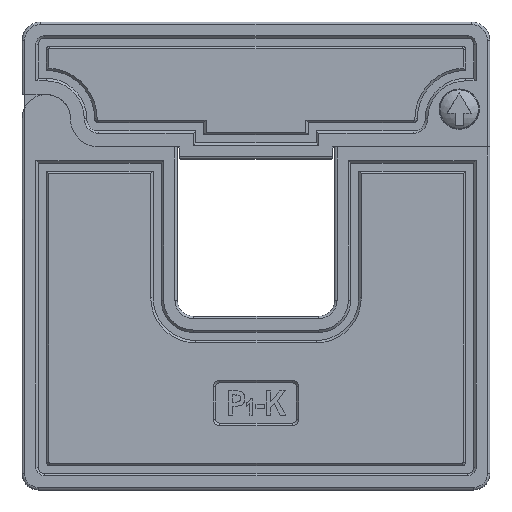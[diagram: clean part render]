
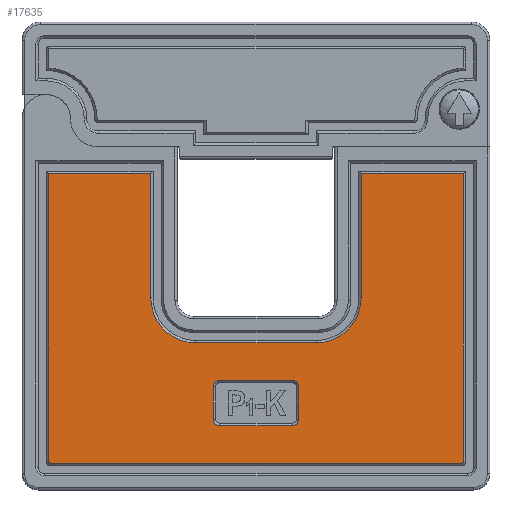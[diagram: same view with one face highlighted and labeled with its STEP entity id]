
A CAD part, top view. The second image highlights one B-rep face of the part: STEP entity #17635.
In plain terms, the highlighted planar face has unit normal (0, 0, 1).
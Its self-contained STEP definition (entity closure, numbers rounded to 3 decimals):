
#350=FACE_BOUND('',#2341,.T.);
#486=PLANE('',#18793);
#1340=FACE_OUTER_BOUND('',#2340,.T.);
#2340=EDGE_LOOP('',(#12928,#12929,#12930,#12931,#12932,#12933,#12934,#12935,
#12936,#12937,#12938,#12939));
#2341=EDGE_LOOP('',(#12940,#12941,#12942,#12943,#12944,#12945,#12946,#12947));
#3658=LINE('',#25764,#5730);
#3659=LINE('',#25768,#5731);
#3660=LINE('',#25770,#5732);
#3661=LINE('',#25772,#5733);
#3662=LINE('',#25776,#5734);
#3663=LINE('',#25780,#5735);
#3664=LINE('',#25782,#5736);
#3665=LINE('',#25784,#5737);
#3666=LINE('',#25790,#5738);
#3667=LINE('',#25794,#5739);
#3668=LINE('',#25798,#5740);
#3669=LINE('',#25801,#5741);
#5730=VECTOR('',#20723,1000.);
#5731=VECTOR('',#20726,1000.);
#5732=VECTOR('',#20727,1000.);
#5733=VECTOR('',#20728,1000.);
#5734=VECTOR('',#20731,1000.);
#5735=VECTOR('',#20734,1000.);
#5736=VECTOR('',#20735,1000.);
#5737=VECTOR('',#20736,1000.);
#5738=VECTOR('',#20741,1000.);
#5739=VECTOR('',#20744,1000.);
#5740=VECTOR('',#20747,1000.);
#5741=VECTOR('',#20750,1000.);
#7489=CIRCLE('',#18794,0.1);
#7490=CIRCLE('',#18795,5.6);
#7491=CIRCLE('',#18796,5.6);
#7492=CIRCLE('',#18797,0.1);
#7493=CIRCLE('',#18798,0.8);
#7494=CIRCLE('',#18799,0.8);
#7495=CIRCLE('',#18800,0.8);
#7496=CIRCLE('',#18801,0.8);
#8183=VERTEX_POINT('',#25762);
#8184=VERTEX_POINT('',#25763);
#8185=VERTEX_POINT('',#25765);
#8186=VERTEX_POINT('',#25767);
#8187=VERTEX_POINT('',#25769);
#8188=VERTEX_POINT('',#25771);
#8189=VERTEX_POINT('',#25773);
#8190=VERTEX_POINT('',#25775);
#8191=VERTEX_POINT('',#25777);
#8192=VERTEX_POINT('',#25779);
#8193=VERTEX_POINT('',#25781);
#8194=VERTEX_POINT('',#25783);
#8195=VERTEX_POINT('',#25786);
#8196=VERTEX_POINT('',#25787);
#8197=VERTEX_POINT('',#25789);
#8198=VERTEX_POINT('',#25791);
#8199=VERTEX_POINT('',#25793);
#8200=VERTEX_POINT('',#25795);
#8201=VERTEX_POINT('',#25797);
#8202=VERTEX_POINT('',#25799);
#10025=EDGE_CURVE('',#8183,#8184,#3658,.T.);
#10026=EDGE_CURVE('',#8184,#8185,#7489,.T.);
#10027=EDGE_CURVE('',#8185,#8186,#3659,.T.);
#10028=EDGE_CURVE('',#8186,#8187,#3660,.T.);
#10029=EDGE_CURVE('',#8187,#8188,#3661,.T.);
#10030=EDGE_CURVE('',#8188,#8189,#7490,.T.);
#10031=EDGE_CURVE('',#8189,#8190,#3662,.T.);
#10032=EDGE_CURVE('',#8190,#8191,#7491,.T.);
#10033=EDGE_CURVE('',#8191,#8192,#3663,.T.);
#10034=EDGE_CURVE('',#8192,#8193,#3664,.T.);
#10035=EDGE_CURVE('',#8193,#8194,#3665,.T.);
#10036=EDGE_CURVE('',#8194,#8183,#7492,.T.);
#10037=EDGE_CURVE('',#8195,#8196,#7493,.T.);
#10038=EDGE_CURVE('',#8196,#8197,#3666,.T.);
#10039=EDGE_CURVE('',#8197,#8198,#7494,.T.);
#10040=EDGE_CURVE('',#8198,#8199,#3667,.T.);
#10041=EDGE_CURVE('',#8199,#8200,#7495,.T.);
#10042=EDGE_CURVE('',#8200,#8201,#3668,.T.);
#10043=EDGE_CURVE('',#8201,#8202,#7496,.T.);
#10044=EDGE_CURVE('',#8202,#8195,#3669,.T.);
#12928=ORIENTED_EDGE('',*,*,#10025,.T.);
#12929=ORIENTED_EDGE('',*,*,#10026,.T.);
#12930=ORIENTED_EDGE('',*,*,#10027,.T.);
#12931=ORIENTED_EDGE('',*,*,#10028,.T.);
#12932=ORIENTED_EDGE('',*,*,#10029,.T.);
#12933=ORIENTED_EDGE('',*,*,#10030,.T.);
#12934=ORIENTED_EDGE('',*,*,#10031,.T.);
#12935=ORIENTED_EDGE('',*,*,#10032,.T.);
#12936=ORIENTED_EDGE('',*,*,#10033,.T.);
#12937=ORIENTED_EDGE('',*,*,#10034,.T.);
#12938=ORIENTED_EDGE('',*,*,#10035,.T.);
#12939=ORIENTED_EDGE('',*,*,#10036,.T.);
#12940=ORIENTED_EDGE('',*,*,#10037,.T.);
#12941=ORIENTED_EDGE('',*,*,#10038,.T.);
#12942=ORIENTED_EDGE('',*,*,#10039,.T.);
#12943=ORIENTED_EDGE('',*,*,#10040,.T.);
#12944=ORIENTED_EDGE('',*,*,#10041,.T.);
#12945=ORIENTED_EDGE('',*,*,#10042,.T.);
#12946=ORIENTED_EDGE('',*,*,#10043,.T.);
#12947=ORIENTED_EDGE('',*,*,#10044,.T.);
#17635=ADVANCED_FACE('',(#1340,#350),#486,.T.);
#18793=AXIS2_PLACEMENT_3D('',#25761,#20721,#20722);
#18794=AXIS2_PLACEMENT_3D('',#25766,#20724,#20725);
#18795=AXIS2_PLACEMENT_3D('',#25774,#20729,#20730);
#18796=AXIS2_PLACEMENT_3D('',#25778,#20732,#20733);
#18797=AXIS2_PLACEMENT_3D('',#25785,#20737,#20738);
#18798=AXIS2_PLACEMENT_3D('',#25788,#20739,#20740);
#18799=AXIS2_PLACEMENT_3D('',#25792,#20742,#20743);
#18800=AXIS2_PLACEMENT_3D('',#25796,#20745,#20746);
#18801=AXIS2_PLACEMENT_3D('',#25800,#20748,#20749);
#20721=DIRECTION('center_axis',(0.,0.,1.));
#20722=DIRECTION('ref_axis',(1.,0.,0.));
#20723=DIRECTION('',(1.,0.,0.));
#20724=DIRECTION('center_axis',(0.,0.,1.));
#20725=DIRECTION('ref_axis',(1.,0.,0.));
#20726=DIRECTION('',(0.,1.,0.));
#20727=DIRECTION('',(-1.,0.,0.));
#20728=DIRECTION('',(0.,-1.,0.));
#20729=DIRECTION('center_axis',(0.,0.,-1.));
#20730=DIRECTION('ref_axis',(1.,0.,0.));
#20731=DIRECTION('',(-1.,0.,0.));
#20732=DIRECTION('center_axis',(0.,0.,-1.));
#20733=DIRECTION('ref_axis',(1.,0.,0.));
#20734=DIRECTION('',(0.,1.,0.));
#20735=DIRECTION('',(-1.,0.,0.));
#20736=DIRECTION('',(0.,-1.,0.));
#20737=DIRECTION('center_axis',(0.,0.,1.));
#20738=DIRECTION('ref_axis',(1.,0.,0.));
#20739=DIRECTION('center_axis',(0.,0.,-1.));
#20740=DIRECTION('ref_axis',(1.,0.,0.));
#20741=DIRECTION('',(0.,-1.,0.));
#20742=DIRECTION('center_axis',(0.,0.,-1.));
#20743=DIRECTION('ref_axis',(1.,0.,0.));
#20744=DIRECTION('',(-1.,0.,0.));
#20745=DIRECTION('center_axis',(0.,0.,-1.));
#20746=DIRECTION('ref_axis',(1.,0.,0.));
#20747=DIRECTION('',(0.,1.,0.));
#20748=DIRECTION('center_axis',(0.,0.,-1.));
#20749=DIRECTION('ref_axis',(1.,0.,0.));
#20750=DIRECTION('',(1.,0.,0.));
#25761=CARTESIAN_POINT('Origin',(-29.,-21.5,11.));
#25762=CARTESIAN_POINT('',(-25.6,-18.2,11.));
#25763=CARTESIAN_POINT('',(25.6,-18.2,11.));
#25764=CARTESIAN_POINT('',(-29.,-18.2,11.));
#25765=CARTESIAN_POINT('',(25.7,-18.1,11.));
#25766=CARTESIAN_POINT('Origin',(25.6,-18.1,11.));
#25767=CARTESIAN_POINT('',(25.7,17.7,11.));
#25768=CARTESIAN_POINT('',(25.7,-21.5,11.));
#25769=CARTESIAN_POINT('',(13.05,17.7,11.));
#25770=CARTESIAN_POINT('',(-29.,17.7,11.));
#25771=CARTESIAN_POINT('',(13.05,2.3,11.));
#25772=CARTESIAN_POINT('',(13.05,-21.5,11.));
#25773=CARTESIAN_POINT('',(7.45,-3.3,11.));
#25774=CARTESIAN_POINT('Origin',(7.45,2.3,11.));
#25775=CARTESIAN_POINT('',(-7.45,-3.3,11.));
#25776=CARTESIAN_POINT('',(-29.,-3.3,11.));
#25777=CARTESIAN_POINT('',(-13.05,2.3,11.));
#25778=CARTESIAN_POINT('Origin',(-7.45,2.3,11.));
#25779=CARTESIAN_POINT('',(-13.05,17.7,11.));
#25780=CARTESIAN_POINT('',(-13.05,-21.5,11.));
#25781=CARTESIAN_POINT('',(-25.7,17.7,11.));
#25782=CARTESIAN_POINT('',(-29.,17.7,11.));
#25783=CARTESIAN_POINT('',(-25.7,-18.1,11.));
#25784=CARTESIAN_POINT('',(-25.7,-21.5,11.));
#25785=CARTESIAN_POINT('Origin',(-25.6,-18.1,11.));
#25786=CARTESIAN_POINT('',(4.5,-7.95,11.));
#25787=CARTESIAN_POINT('',(5.3,-8.75,11.));
#25788=CARTESIAN_POINT('Origin',(4.5,-8.75,11.));
#25789=CARTESIAN_POINT('',(5.3,-12.75,11.));
#25790=CARTESIAN_POINT('',(5.3,-12.75,11.));
#25791=CARTESIAN_POINT('',(4.5,-13.55,11.));
#25792=CARTESIAN_POINT('Origin',(4.5,-12.75,11.));
#25793=CARTESIAN_POINT('',(-4.5,-13.55,11.));
#25794=CARTESIAN_POINT('',(-4.5,-13.55,11.));
#25795=CARTESIAN_POINT('',(-5.3,-12.75,11.));
#25796=CARTESIAN_POINT('Origin',(-4.5,-12.75,11.));
#25797=CARTESIAN_POINT('',(-5.3,-8.75,11.));
#25798=CARTESIAN_POINT('',(-5.3,-8.75,11.));
#25799=CARTESIAN_POINT('',(-4.5,-7.95,11.));
#25800=CARTESIAN_POINT('Origin',(-4.5,-8.75,11.));
#25801=CARTESIAN_POINT('',(4.5,-7.95,11.));
